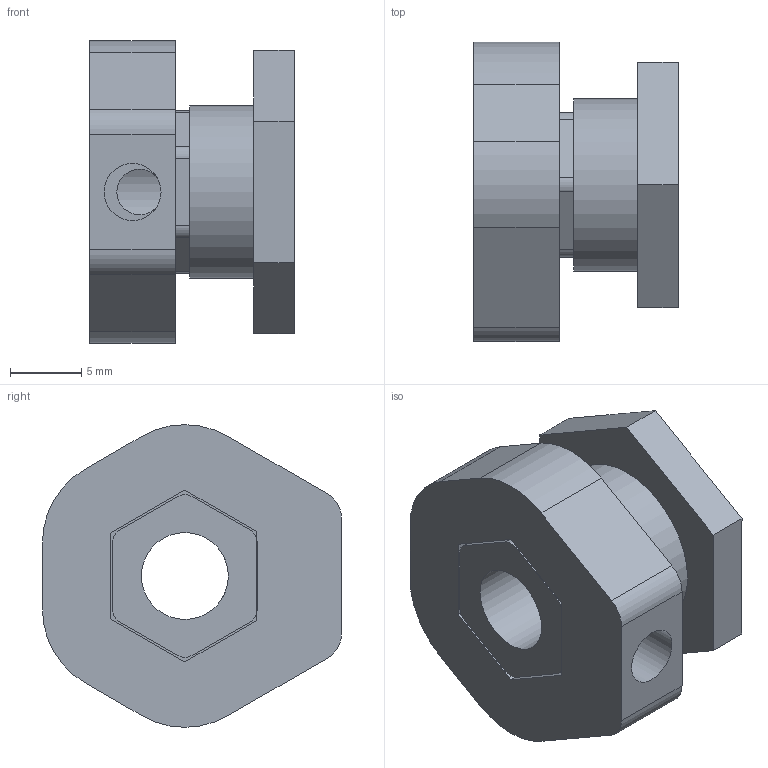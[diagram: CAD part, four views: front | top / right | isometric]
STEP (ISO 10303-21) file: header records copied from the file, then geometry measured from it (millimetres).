
FILE_DESCRIPTION(/* description */ (''),/* implementation_level */ '2;1');
FILE_NAME(/* name */ 'Radaufnahme.step',/* time_stamp */ '2024-07-02T21:03:21+02:00',/* author */ (''),/* organization */ (''),/* preprocessor_version */ 'ST-DEVELOPER v20',/* originating_system */ 'Autodesk Translation Framework v13.14.0.145',/* authorisation */ '');
FILE_SCHEMA (('AUTOMOTIVE_DESIGN { 1 0 10303 214 3 1 1 }'));
Length unit declared in the file: millimetre
Products named in the file (1): Radaufnahme
Bounding box: 14.35 x 21 x 21.24 mm (x, y, z)
Volume: 2893.4 mm3; surface area: 2498.8 mm2
Topology: 2 solids, 2 shells, 47 faces, 124 edges, 83 vertices
Faces by surface type: plane 30, cylinder 16, torus 1
Full cylindrical faces by diameter (mm): 3.2 x1, 4 x1, 6.1 x1, 12.1 x1
Entity records: 1552 total; most frequent: CARTESIAN_POINT 289, DIRECTION 252, ORIENTED_EDGE 248, EDGE_CURVE 124, LINE 88, VECTOR 88, VERTEX_POINT 83, AXIS2_PLACEMENT_3D 82
